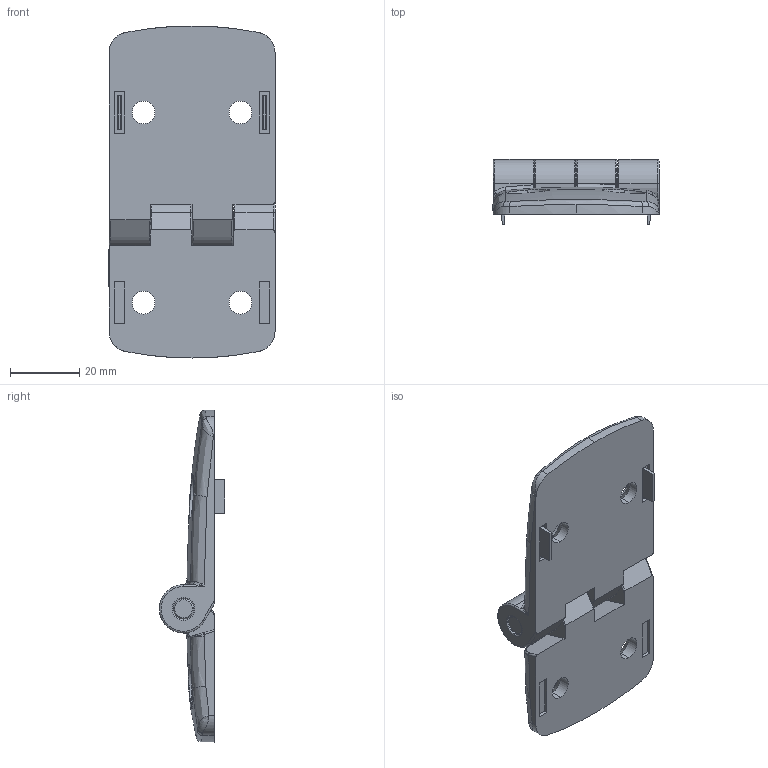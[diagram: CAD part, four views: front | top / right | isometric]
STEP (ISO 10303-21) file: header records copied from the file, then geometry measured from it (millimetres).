
FILE_DESCRIPTION((''),'2;1');
FILE_NAME('12120_TECAJ_PA_40X60_ASM','2022-09-19T08:09:52',('PredragRovcanin'),('Audax d.o.o.'),'CREO PARAMETRIC BY PTC INC, 2020281','CREO PARAMETRIC BY PTC INC, 2020281','');
FILE_SCHEMA(('AP242_MANAGED_MODEL_BASED_3D_ENGINEERING_MIM_LF { 1 0 10303 442 1 1 4 }'));
Length unit declared in the file: millimetre
Products named in the file (4): 12120_TECAJ_PA_40X60_A; 12120_TECAJ_PA_40X60_B; 12120_TECAJ_PA_40X60_C; 12120_TECAJ_PA_40X60_ASM
Assembly tree (3 placements, depth 2):
  12120_TECAJ_PA_40X60_ASM
    12120_TECAJ_PA_40X60_A
    12120_TECAJ_PA_40X60_B
    12120_TECAJ_PA_40X60_C
Bounding box: 48 x 18.9 x 96 mm (x, y, z)
Volume: 31138.6 mm3; surface area: 14549.9 mm2
Topology: 3 solids, 3 shells, 204 faces, 523 edges, 328 vertices
Faces by surface type: cylinder 67, plane 57, bspline 41, torus 27, cone 12
Entity records: 12567 total; most frequent: CARTESIAN_POINT 4356, ORIENTED_EDGE 1022, DIRECTION 864, PRESENTATION_STYLE_ASSIGNMENT 716, STYLED_ITEM 716, CURVE_STYLE 520, EDGE_CURVE 511, AXIS2_PLACEMENT_3D 329
